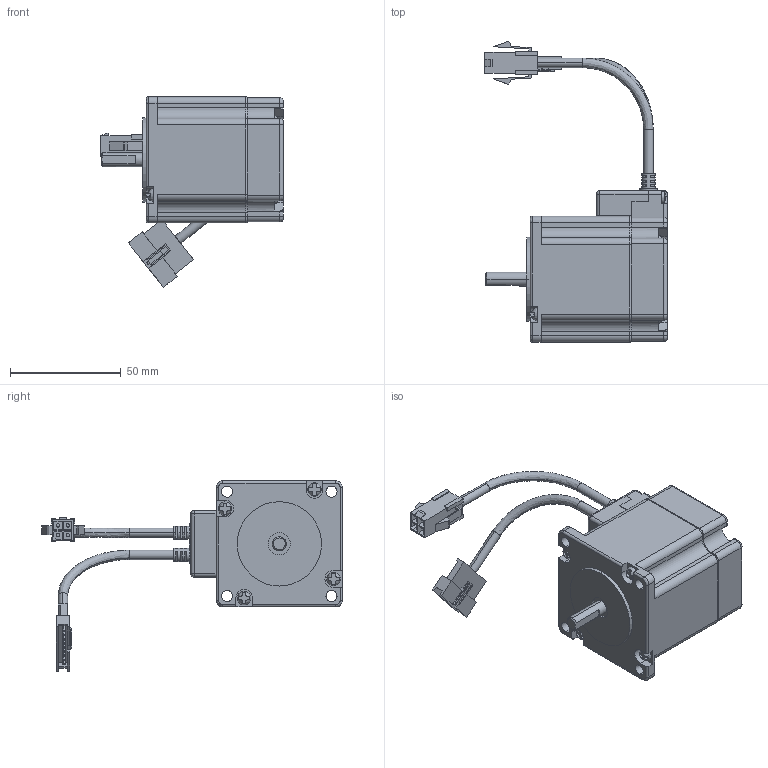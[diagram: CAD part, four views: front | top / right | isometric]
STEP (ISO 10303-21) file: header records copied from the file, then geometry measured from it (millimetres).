
FILE_DESCRIPTION (( 'STEP AP203' ), '1' );
FILE_NAME ('P1A-MO-056-01-R00.STEP', '2015-08-11T02:48:39', ( '' ), ( '' ), 'SwSTEP 2.0', 'SolidWorks 2013', '' );
FILE_SCHEMA (( 'CONFIG_CONTROL_DESIGN' ));
Length unit declared in the file: millimetre
Products named in the file (7): M1A-EC-056-01-R00_ル遽; M1A-EC-056-02-R00_ル遽; 42陝 賅攪瞪錳摹_ル遽; 42阿 浚内歹 纳捞喉急_钎霖; round cross head screw_ks_KS 1023 RC - M3 x 12-N; P1A-MO-056-01-R00; M11-MO-056-01-R01
Assembly tree (11 placements, depth 2):
  P1A-MO-056-01-R00
    M11-MO-056-01-R01
    M1A-EC-056-01-R00_ル遽
    M1A-EC-056-02-R00_ル遽
    42陝 賅攪瞪錳摹_ル遽
    42阿 浚内歹 纳捞喉急_钎霖
    round cross head screw_ks_KS 1023 RC - M3 x 12-N  x6
Bounding box: 82.5 x 135.91 x 86.05 mm (x, y, z)
Volume: 156628.5 mm3; surface area: 43729.4 mm2
Topology: 11 solids, 11 shells, 938 faces, 2445 edges, 1562 vertices
Faces by surface type: plane 539, cylinder 245, cone 76, torus 52, sphere 14, bspline 12
Entity records: 25351 total; most frequent: CARTESIAN_POINT 4840, DIRECTION 4201, ORIENTED_EDGE 4066, EDGE_CURVE 2033, AXIS2_PLACEMENT_3D 1454, VERTEX_POINT 1317, LINE 1293, VECTOR 1293
